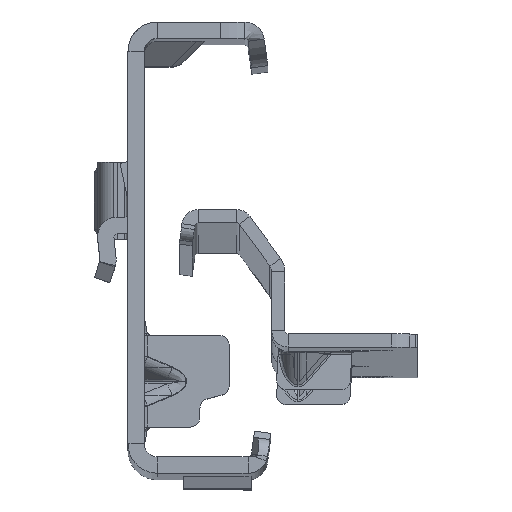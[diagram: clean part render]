
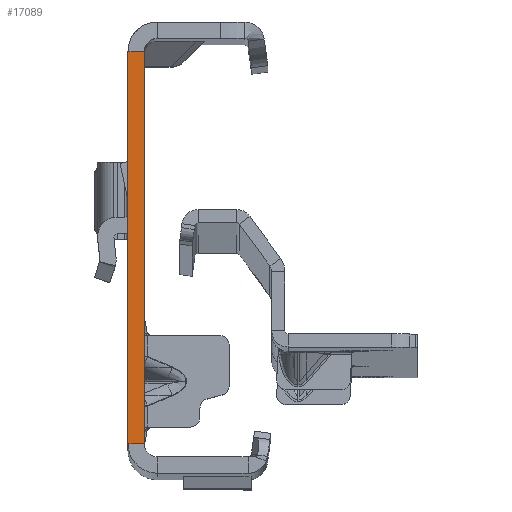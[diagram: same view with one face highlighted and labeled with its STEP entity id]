
A CAD part, top view. The second image highlights one B-rep face of the part: STEP entity #17089.
In plain terms, the highlighted planar face has unit normal (0, 0, 1).
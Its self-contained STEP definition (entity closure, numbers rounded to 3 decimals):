
#705 = CARTESIAN_POINT ( 'NONE',  ( -2.5, 30., 0. ) ) ;
#732 = LINE ( 'NONE', #7918, #5518 ) ;
#779 = CARTESIAN_POINT ( 'NONE',  ( -2.5, -30., 0. ) ) ;
#1182 = EDGE_CURVE ( 'NONE', #7688, #16916, #15246, .T. ) ;
#1230 = CARTESIAN_POINT ( 'NONE',  ( 0., -30., 0. ) ) ;
#2596 = DIRECTION ( 'NONE',  ( 0., 0., 1. ) ) ;
#2611 = AXIS2_PLACEMENT_3D ( 'NONE', #15170, #2596, #16549 ) ;
#2613 = VERTEX_POINT ( 'NONE', #12144 ) ;
#3409 = DIRECTION ( 'NONE',  ( -1., 0., 0. ) ) ;
#3707 = ORIENTED_EDGE ( 'NONE', *, *, #17349, .T. ) ;
#3920 = EDGE_CURVE ( 'NONE', #4206, #16916, #732, .T. ) ;
#4206 = VERTEX_POINT ( 'NONE', #705 ) ;
#5518 = VECTOR ( 'NONE', #17324, 1000. ) ;
#5768 = VECTOR ( 'NONE', #3409, 1000. ) ;
#6159 = VECTOR ( 'NONE', #16359, 1000. ) ;
#6776 = PLANE ( 'NONE',  #2611 ) ;
#7688 = VERTEX_POINT ( 'NONE', #17811 ) ;
#7918 = CARTESIAN_POINT ( 'NONE',  ( -2.5, -32., 0. ) ) ;
#8091 = DIRECTION ( 'NONE',  ( 0., -1., 0. ) ) ;
#8266 = CARTESIAN_POINT ( 'NONE',  ( 0., -32., 0. ) ) ;
#9274 = EDGE_CURVE ( 'NONE', #2613, #7688, #12211, .T. ) ;
#9594 = EDGE_LOOP ( 'NONE', ( #13770, #3707, #15364, #14673 ) ) ;
#11712 = LINE ( 'NONE', #14533, #5768 ) ;
#12144 = CARTESIAN_POINT ( 'NONE',  ( 0., 30., 0. ) ) ;
#12211 = LINE ( 'NONE', #8266, #13872 ) ;
#13724 = FACE_OUTER_BOUND ( 'NONE', #9594, .T. ) ;
#13770 = ORIENTED_EDGE ( 'NONE', *, *, #9274, .F. ) ;
#13872 = VECTOR ( 'NONE', #8091, 1000. ) ;
#14533 = CARTESIAN_POINT ( 'NONE',  ( 0., 30., 0. ) ) ;
#14673 = ORIENTED_EDGE ( 'NONE', *, *, #1182, .F. ) ;
#15170 = CARTESIAN_POINT ( 'NONE',  ( -2.5, -32., 0. ) ) ;
#15246 = LINE ( 'NONE', #1230, #6159 ) ;
#15364 = ORIENTED_EDGE ( 'NONE', *, *, #3920, .T. ) ;
#16359 = DIRECTION ( 'NONE',  ( -1., 0., 0. ) ) ;
#16549 = DIRECTION ( 'NONE',  ( 1., 0., 0. ) ) ;
#16916 = VERTEX_POINT ( 'NONE', #779 ) ;
#17089 = ADVANCED_FACE ( 'NONE', ( #13724 ), #6776, .T. ) ;
#17324 = DIRECTION ( 'NONE',  ( 0., -1., 0. ) ) ;
#17349 = EDGE_CURVE ( 'NONE', #2613, #4206, #11712, .T. ) ;
#17811 = CARTESIAN_POINT ( 'NONE',  ( 0., -30., 0. ) ) ;
